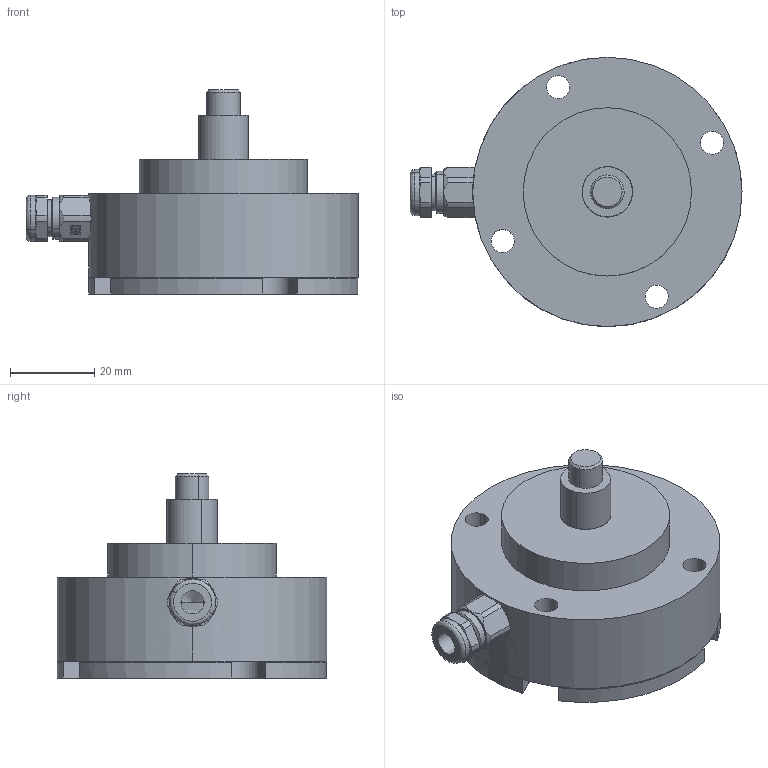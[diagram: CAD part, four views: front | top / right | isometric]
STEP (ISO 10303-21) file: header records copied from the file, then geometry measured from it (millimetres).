
FILE_DESCRIPTION (( 'STEP AP214' ), '1' );
FILE_NAME ('PWG 64 R 120-1100-XXX-XXX.STEP', '2022-04-12T10:14:10', ( '' ), ( '' ), 'SwSTEP 2.0', 'SolidWorks 2017', '' );
FILE_SCHEMA (( 'AUTOMOTIVE_DESIGN' ));
Length unit declared in the file: millimetre
Products named in the file (6): Verschraubung M8; 414018_PWG 64 Gehäuse_FÜR_KUNDEN; PWG 64 R 120-1100-XXX-XXX; 414209_PWG 64 Deckel; M4x8_flacher Kopf; Welle_11_0414621
Assembly tree (8 placements, depth 2):
  PWG 64 R 120-1100-XXX-XXX
    414018_PWG 64 Gehäuse_FÜR_KUNDEN
    414209_PWG 64 Deckel
    M4x8_flacher Kopf  x4
    Verschraubung M8
    Welle_11_0414621
Bounding box: 78.91 x 64 x 48.5 mm (x, y, z)
Volume: 76312.1 mm3; surface area: 27097.2 mm2
Topology: 8 solids, 9 shells, 405 faces, 903 edges, 528 vertices
Faces by surface type: cylinder 137, plane 130, cone 96, bspline 40, torus 2
Entity records: 10873 total; most frequent: CARTESIAN_POINT 2107, DIRECTION 1437, ORIENTED_EDGE 1262, EDGE_CURVE 631, AXIS2_PLACEMENT_3D 589, VERTEX_POINT 393, CIRCLE 321, EDGE_LOOP 316
